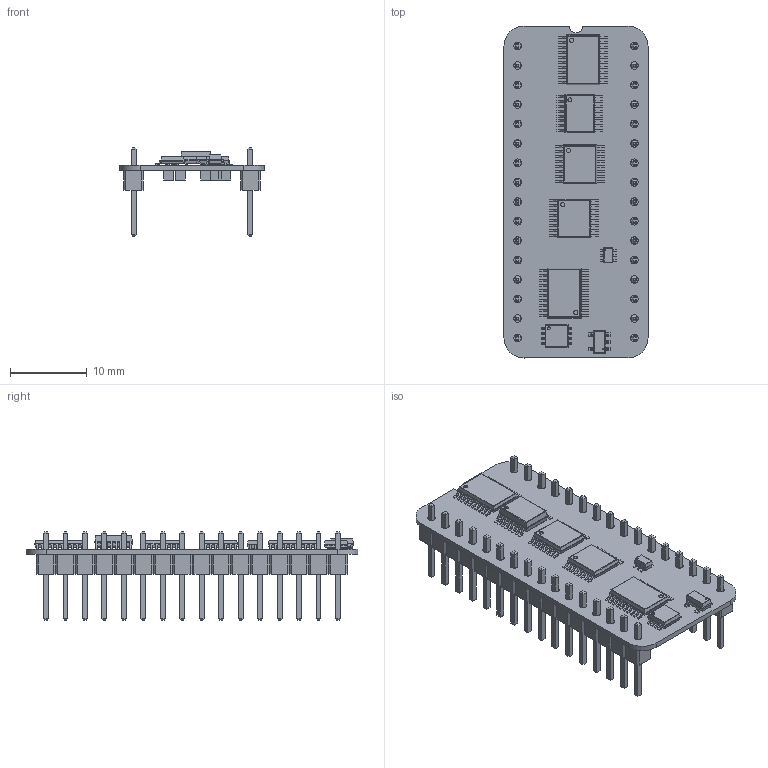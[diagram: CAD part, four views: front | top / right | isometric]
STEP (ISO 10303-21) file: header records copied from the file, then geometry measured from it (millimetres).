
FILE_DESCRIPTION(('KiCad electronic assembly'),'2;1');
FILE_NAME('MPU Timer.step','2024-06-18T10:26:46',('Pcbnew'),('Kicad'), 'Open CASCADE STEP processor 7.8','KiCad to STEP converter','Unknown' );
FILE_SCHEMA(('AUTOMOTIVE_DESIGN { 1 0 10303 214 1 1 1 1 }'));
Length unit declared in the file: millimetre
Products named in the file (18): MPU Timer 1; 74LVC2G04GW-Q100H; ASSEMBLY; MC74VHC139DR2G; 74LVC2G08DP-Q100H; PI3B3251QE; AP7365-33WG-7; 74LVC273PW,118; C_0805_2012Metric; PinHeader_1x16_P2.54mm_Vertical; PinHeader_1x16_P254mm_Vertical; HCP65 MPU Timer_PCB
Assembly tree (28 placements, depth 3):
  MPU Timer 1
    74LVC2G04GW-Q100H
      ASSEMBLY
    MC74VHC139DR2G  x2
      ASSEMBLY
    74LVC2G08DP-Q100H
      ASSEMBLY
    PI3B3251QE
      ASSEMBLY
    AP7365-33WG-7
      ASSEMBLY
    74LVC273PW,118  x2
      ASSEMBLY
    C_0805_2012Metric  x9
      C_0805_2012Metric
    PinHeader_1x16_P2.54mm_Vertical  x2
      PinHeader_1x16_P254mm_Vertical
    HCP65 MPU Timer_PCB
Bounding box: 18.8 x 43.33 x 11.54 mm (x, y, z)
Volume: 1350.4 mm3; surface area: 3917.6 mm2
Topology: 127 solids, 127 shells, 2655 faces, 6549 edges, 4238 vertices
Faces by surface type: plane 2117, cylinder 538
Full cylindrical faces by diameter (mm): 0.156 x1, 0.2 x1, 0.375 x1, 0.487 x1, 0.55 x4, 1 x32
Entity records: 47725 total; most frequent: CARTESIAN_POINT 7743, ORIENTED_EDGE 7514, DIRECTION 7453, EDGE_CURVE 3757, LINE 3173, VECTOR 3173, VERTEX_POINT 2430, AXIS2_PLACEMENT_3D 2140
